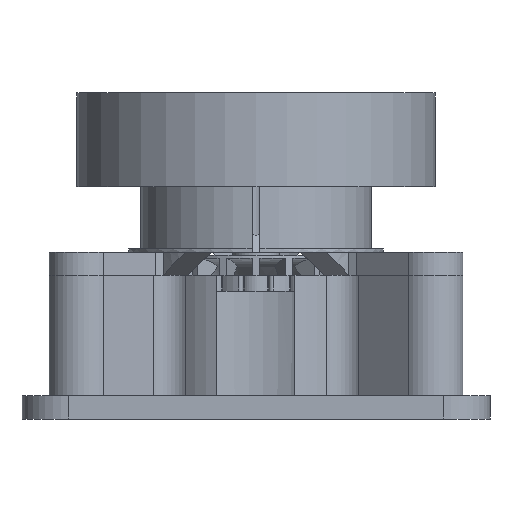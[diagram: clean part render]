
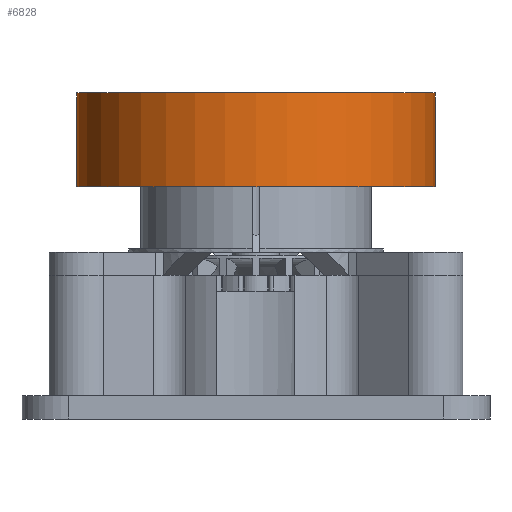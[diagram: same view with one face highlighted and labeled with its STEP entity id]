
A CAD part, front view. The second image highlights one B-rep face of the part: STEP entity #6828.
In plain terms, the highlighted cylindrical face has radius 11.5 mm (diameter 23 mm), a full revolution.
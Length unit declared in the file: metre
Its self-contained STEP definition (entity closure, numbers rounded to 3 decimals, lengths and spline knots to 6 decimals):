
#1488=ORIENTED_EDGE('',*,*,#3552,.F.);
#1489=ORIENTED_EDGE('',*,*,#3553,.T.);
#3552=EDGE_CURVE('',#4583,#4583,#5249,.T.);
#3553=EDGE_CURVE('',#4584,#4584,#5250,.T.);
#4583=VERTEX_POINT('',#10346);
#4584=VERTEX_POINT('',#10348);
#5249=CIRCLE('',#7350,0.0115);
#5250=CIRCLE('',#7351,0.0115);
#5615=EDGE_LOOP('',(#1488));
#5616=EDGE_LOOP('',(#1489));
#6142=FACE_BOUND('',#5615,.T.);
#6143=FACE_BOUND('',#5616,.T.);
#6669=CYLINDRICAL_SURFACE('',#7349,0.0115);
#6828=ADVANCED_FACE('',(#6142,#6143),#6669,.T.);
#7349=AXIS2_PLACEMENT_3D('',#10344,#8214,#8215);
#7350=AXIS2_PLACEMENT_3D('',#10345,#8216,#8217);
#7351=AXIS2_PLACEMENT_3D('',#10347,#8218,#8219);
#8214=DIRECTION('',(0.,0.,-1.));
#8215=DIRECTION('',(-1.,0.,0.));
#8216=DIRECTION('',(0.,0.,1.));
#8217=DIRECTION('',(1.,0.,0.));
#8218=DIRECTION('',(0.,0.,1.));
#8219=DIRECTION('',(1.,0.,0.));
#10344=CARTESIAN_POINT('',(0.,0.,0.0209));
#10345=CARTESIAN_POINT('',(0.,0.,0.0209));
#10346=CARTESIAN_POINT('',(0.0115,0.,0.0209));
#10347=CARTESIAN_POINT('',(0.,0.,0.0149));
#10348=CARTESIAN_POINT('',(0.0115,0.,0.0149));
